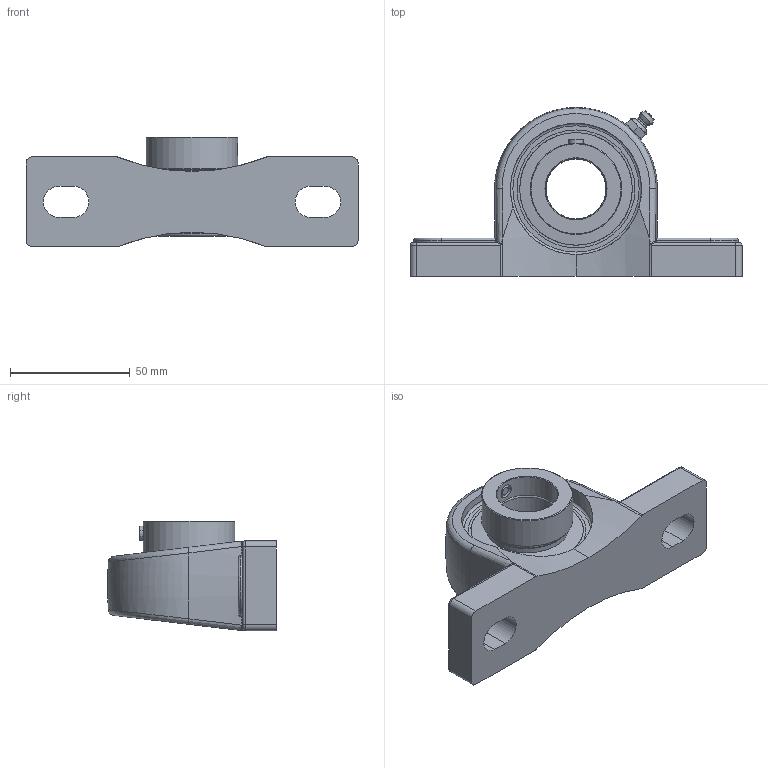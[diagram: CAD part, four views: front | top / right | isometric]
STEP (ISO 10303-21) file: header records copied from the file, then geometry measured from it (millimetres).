
FILE_DESCRIPTION(('HOOPS Exchange Step'),'2;1');
FILE_NAME('export-A9207264-5B50-4F1F-BE64-A14D8218FF2C.stp','2019-12-13T14:03:31-08:00',('ibuslach'),('Alibre'),'HOOPS Exchange 2019.2','Alibre','Unknown authorisation');
FILE_SCHEMA( ('AP242_MANAGED_MODEL_BASED_3D_ENGINEERING_MIM_LF {1 0 10303 442 1 1 4 }') );
Length unit declared in the file: centimetre
Products named in the file (8): MRN SP 205; UCP ZERK 5mm; SNC 205 25mm RACES; SNC 205 25mm COLLAR; SNC 205 25mm SHIELD; M6 SETSCREW; MRN SNC 205 25mm; MRN SNCP 205
Assembly tree (7 placements, depth 3):
  MRN SNCP 205
    MRN SP 205
    UCP ZERK 5mm
    MRN SNC 205 25mm
      SNC 205 25mm RACES
      SNC 205 25mm COLLAR
      SNC 205 25mm SHIELD
      M6 SETSCREW
Bounding box: 138.5 x 70.47 x 45.71 mm (x, y, z)
Volume: 120921.4 mm3; surface area: 46760.1 mm2
Topology: 8 solids, 8 shells, 206 faces, 546 edges, 350 vertices
Faces by surface type: cylinder 70, plane 64, torus 25, cone 20, bspline 18, sphere 9
Full cylindrical faces by diameter (mm): 1.507 x2, 5 x2, 5.994 x2, 6 x1, 25 x1, 25.4 x1, 30.683 x2, 33.02 x4, 34.036 x2, 38.1 x1, 45.212 x2, 46.99 x4, 54.712 x2
Entity records: 13891 total; most frequent: CARTESIAN_POINT 8581, DIRECTION 1108, ORIENTED_EDGE 1072, EDGE_CURVE 536, AXIS2_PLACEMENT_3D 467, VERTEX_POINT 350, CIRCLE 240, EDGE_LOOP 234
